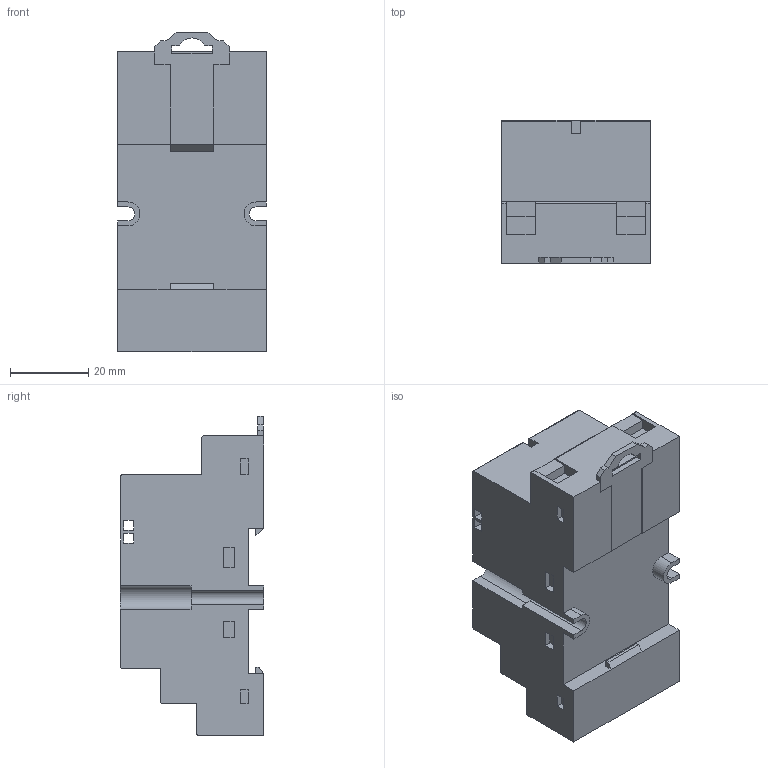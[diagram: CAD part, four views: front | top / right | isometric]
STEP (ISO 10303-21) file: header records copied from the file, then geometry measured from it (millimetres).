
FILE_DESCRIPTION (( 'STEP AP214' ), '1' );
FILE_NAME ('750-3C-SKT.STEP', '2013-11-12T21:05:07', ( '' ), ( '' ), 'SwSTEP 2.0', 'SolidWorks 2013', '' );
FILE_SCHEMA (( 'AUTOMOTIVE_DESIGN' ));
Length unit declared in the file: inch
Products named in the file (1): 750-3C-SKT
Bounding box: 38.1 x 36.58 x 81.79 mm (x, y, z)
Volume: 78073.1 mm3; surface area: 18420.2 mm2
Topology: 1 solids, 1 shells, 488 faces, 1302 edges, 858 vertices
Faces by surface type: plane 367, cylinder 121
Entity records: 21468 total; most frequent: CARTESIAN_POINT 2649, ORIENTED_EDGE 2604, DIRECTION 2522, EDGE_CURVE 1302, LINE 1060, VECTOR 1060, VERTEX_POINT 858, AXIS2_PLACEMENT_3D 731
